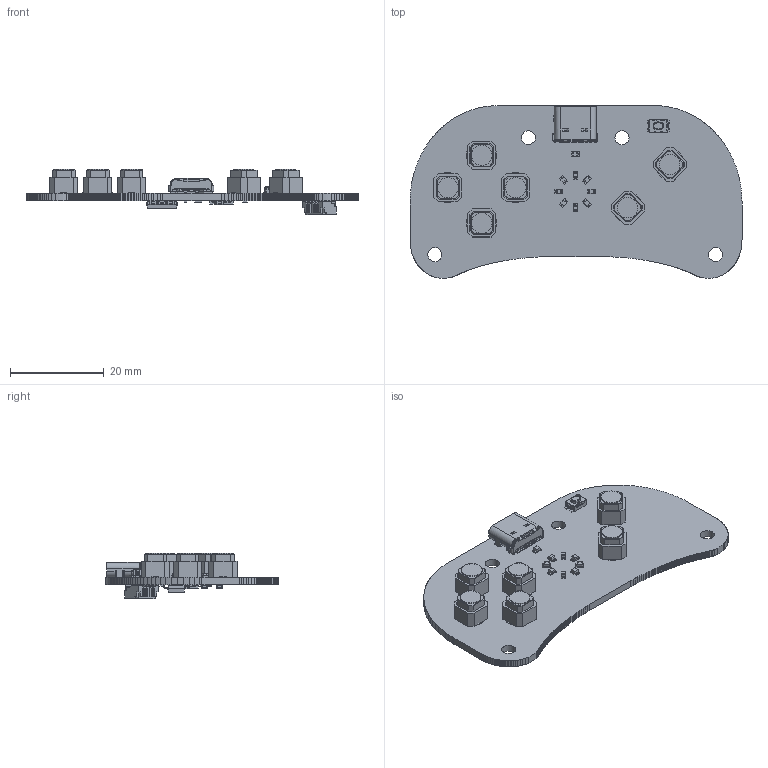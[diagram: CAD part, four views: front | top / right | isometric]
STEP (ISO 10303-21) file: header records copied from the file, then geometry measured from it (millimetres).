
FILE_DESCRIPTION(('Open CASCADE Model'),'2;1');
FILE_NAME('Open CASCADE Shape Model','2025-10-21T12:28:36',('Author'),( 'Open CASCADE'),'Open CASCADE STEP processor 7.5','Open CASCADE 7.5' ,'Unknown');
FILE_SCHEMA(('AUTOMOTIVE_DESIGN { 1 0 10303 214 1 1 1 1 }'));
Length unit declared in the file: millimetre
Products named in the file (68): PCB; Board; Open CASCADE STEP translator 7.5 1.1.1; R1; User Library-R SMD 0402; User Library-R SMD 0402_0402 BODY; User Library-R SMD 0402_0402 PAD; User Library-R SMD 0402_0402 OPIS; R5; R3; LED6; 0603 LED Red; Pad; Pad005; Pad001; Pad004; Pad003; Lens; LED4; U2; SOT-223; C4; 0805 SMD Capacitor; C3; X2; USB4105-15-A; NONE; ÇÐ³ý-À­Éì2; R2; BTN_RT; TP9210; LDR; KMR621NG LFS--3DModel-STEP-56544; BTN_LF; BTN_B; BTN_DN; BTN_A; BTN_UP; STAT1; 0603 LED Green ...
Assembly tree (92 placements, depth 4):
  PCB
    Board
      Open CASCADE STEP translator 7.5 1.1.1
    R1
      User Library-R SMD 0402
        User Library-R SMD 0402_0402 BODY
        User Library-R SMD 0402_0402 PAD  x2
        User Library-R SMD 0402_0402 OPIS
    R5
      User Library-R SMD 0402
        User Library-R SMD 0402_0402 BODY
        User Library-R SMD 0402_0402 PAD  x2
        User Library-R SMD 0402_0402 OPIS
    R3
      User Library-R SMD 0402
        User Library-R SMD 0402_0402 BODY
        User Library-R SMD 0402_0402 PAD  x2
        User Library-R SMD 0402_0402 OPIS
    LED6
      0603 LED Red
        Pad
        Pad005
        Pad001
        Pad004
        Pad003
        Lens
    LED4
      0603 LED Red
        Pad
        Pad005
        Pad001
        Pad004
        Pad003
        Lens
    U2
      SOT-223
    C4
      0805 SMD Capacitor
    C3
      0805 SMD Capacitor
    X2
      USB4105-15-A
        NONE
        ÇÐ³ý-À­Éì2
    R2
      User Library-R SMD 0402
        User Library-R SMD 0402_0402 BODY
        User Library-R SMD 0402_0402 PAD  x2
        User Library-R SMD 0402_0402 OPIS
    BTN_RT
      TP9210
    LDR
      KMR621NG LFS--3DModel-STEP-56544
    BTN_LF
      TP9210
    BTN_B
      TP9210
    BTN_DN
      TP9210
    BTN_A
Bounding box: 70.97 x 36.9 x 9.8 mm (x, y, z)
Volume: 4681.8 mm3; surface area: 7907.4 mm2
Topology: 191 solids, 203 shells, 5476 faces, 17088 edges, 14634 vertices
Faces by surface type: plane 3783, cylinder 1161, bspline 451, sphere 32, cone 30, torus 11, revolution 8
Full cylindrical faces by diameter (mm): 0.5 x2, 0.65 x2, 3 x4, 4.4 x6
Entity records: 172648 total; most frequent: CARTESIAN_POINT 34614, DIRECTION 21648, ORIENTED_EDGE 20306, EDGE_CURVE 10153, LINE 9858, VECTOR 9858, VERTEX_POINT 6634, AXIS2_PLACEMENT_3D 5891
